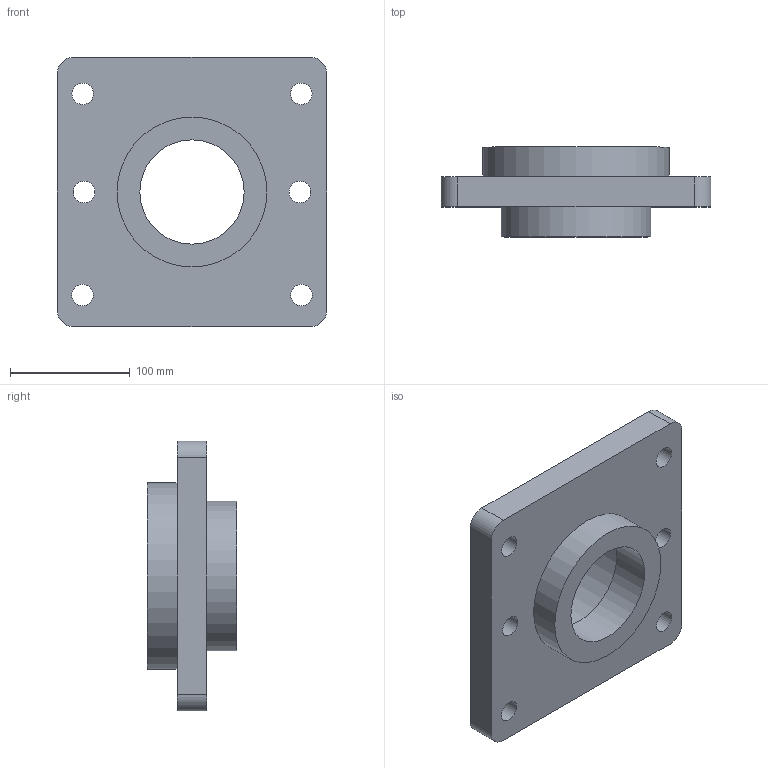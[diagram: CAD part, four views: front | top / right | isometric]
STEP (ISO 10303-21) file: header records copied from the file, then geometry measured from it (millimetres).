
FILE_DESCRIPTION(/* description */ (''),/* implementation_level */ '2;1');
FILE_NAME(/* name */ 'Cover v1.step',/* time_stamp */ '2022-07-14T19:10:43+05:30',/* author */ (''),/* organization */ (''),/* preprocessor_version */ 'ST-DEVELOPER v19',/* originating_system */ 'Autodesk Translation Framework v11.7.0.108',/* authorisation */ '');
FILE_SCHEMA (('AUTOMOTIVE_DESIGN { 1 0 10303 214 3 1 1 }'));
Length unit declared in the file: millimetre
Products named in the file (1): Cover
Bounding box: 225 x 75 x 225 mm (x, y, z)
Volume: 1333257.8 mm3; surface area: 160601.9 mm2
Topology: 1 solids, 1 shells, 23 faces, 55 edges, 36 vertices
Faces by surface type: cylinder 14, plane 8, cone 1
Full cylindrical faces by diameter (mm): 18 x6, 87 x1, 125 x2, 156 x1
Entity records: 742 total; most frequent: DIRECTION 131, CARTESIAN_POINT 115, ORIENTED_EDGE 110, EDGE_CURVE 55, AXIS2_PLACEMENT_3D 52, EDGE_LOOP 39, VERTEX_POINT 36, CIRCLE 28
